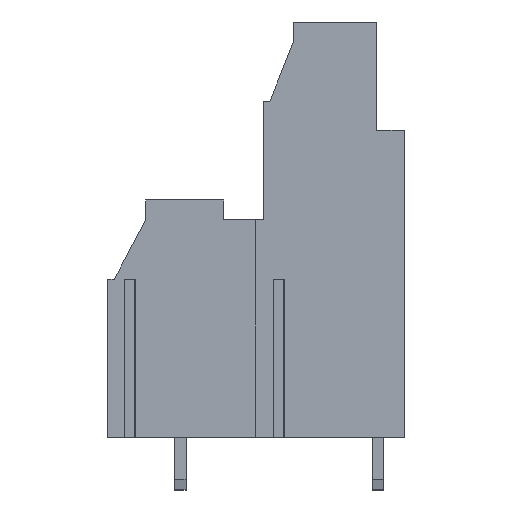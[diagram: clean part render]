
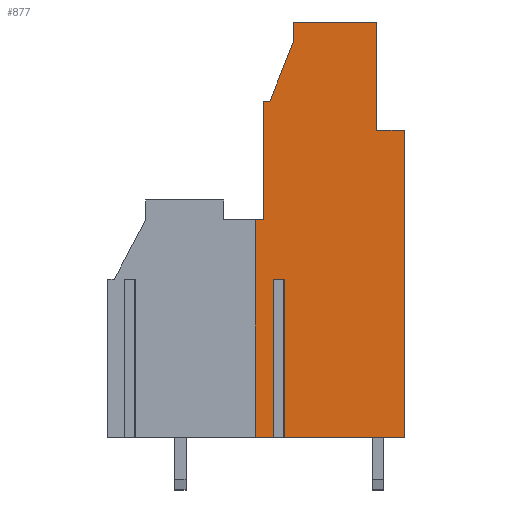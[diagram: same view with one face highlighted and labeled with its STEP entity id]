
A CAD part, front view. The second image highlights one B-rep face of the part: STEP entity #877.
In plain terms, the highlighted planar face has unit normal (0, -1, 0).
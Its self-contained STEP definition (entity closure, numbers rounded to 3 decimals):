
#877 = ADVANCED_FACE( '', ( #1722 ), #1723, .T. );
#1722 = FACE_OUTER_BOUND( '', #2552, .T. );
#1723 = PLANE( '', #2553 );
#2552 = EDGE_LOOP( '', ( #5111, #5112, #5113, #5114, #5115, #5116, #5117, #5118, #5119, #5120, #5121, #5122, #5123, #5124, #5125 ) );
#2553 = AXIS2_PLACEMENT_3D( '', #5126, #5127, #5128 );
#5111 = ORIENTED_EDGE( '', *, *, #6072, .F. );
#5112 = ORIENTED_EDGE( '', *, *, #5508, .F. );
#5113 = ORIENTED_EDGE( '', *, *, #5979, .F. );
#5114 = ORIENTED_EDGE( '', *, *, #6282, .F. );
#5115 = ORIENTED_EDGE( '', *, *, #5650, .F. );
#5116 = ORIENTED_EDGE( '', *, *, #6302, .F. );
#5117 = ORIENTED_EDGE( '', *, *, #6305, .T. );
#5118 = ORIENTED_EDGE( '', *, *, #5301, .F. );
#5119 = ORIENTED_EDGE( '', *, *, #6054, .T. );
#5120 = ORIENTED_EDGE( '', *, *, #6308, .T. );
#5121 = ORIENTED_EDGE( '', *, *, #5704, .F. );
#5122 = ORIENTED_EDGE( '', *, *, #5881, .T. );
#5123 = ORIENTED_EDGE( '', *, *, #5393, .T. );
#5124 = ORIENTED_EDGE( '', *, *, #5829, .F. );
#5125 = ORIENTED_EDGE( '', *, *, #6284, .F. );
#5126 = CARTESIAN_POINT( '', ( 11.8, 0., -7.55 ) );
#5127 = DIRECTION( '', ( 0., -1., 0. ) );
#5128 = DIRECTION( '', ( -1., 0., 0. ) );
#5301 = EDGE_CURVE( '', #6394, #6396, #6397, .T. );
#5393 = EDGE_CURVE( '', #6562, #6560, #6563, .T. );
#5508 = EDGE_CURVE( '', #6766, #6767, #6768, .T. );
#5650 = EDGE_CURVE( '', #7010, #7012, #7013, .T. );
#5704 = EDGE_CURVE( '', #7099, #7095, #7101, .T. );
#5829 = EDGE_CURVE( '', #7289, #6560, #7291, .T. );
#5881 = EDGE_CURVE( '', #7099, #6562, #7368, .T. );
#5979 = EDGE_CURVE( '', #7496, #6766, #7497, .T. );
#6054 = EDGE_CURVE( '', #6394, #7598, #7600, .T. );
#6072 = EDGE_CURVE( '', #6767, #7621, #7622, .T. );
#6282 = EDGE_CURVE( '', #7012, #7496, #7876, .T. );
#6284 = EDGE_CURVE( '', #7621, #7289, #7878, .T. );
#6302 = EDGE_CURVE( '', #7895, #7010, #7897, .T. );
#6305 = EDGE_CURVE( '', #7895, #6396, #7900, .T. );
#6308 = EDGE_CURVE( '', #7598, #7095, #7903, .T. );
#6394 = VERTEX_POINT( '', #8012 );
#6396 = VERTEX_POINT( '', #8015 );
#6397 = LINE( '', #8016, #8017 );
#6560 = VERTEX_POINT( '', #8250 );
#6562 = VERTEX_POINT( '', #8253 );
#6563 = LINE( '', #8254, #8255 );
#6766 = VERTEX_POINT( '', #8540 );
#6767 = VERTEX_POINT( '', #8541 );
#6768 = LINE( '', #8542, #8543 );
#7010 = VERTEX_POINT( '', #8898 );
#7012 = VERTEX_POINT( '', #8901 );
#7013 = LINE( '', #8902, #8903 );
#7095 = VERTEX_POINT( '', #9015 );
#7099 = VERTEX_POINT( '', #9021 );
#7101 = LINE( '', #9024, #9025 );
#7289 = VERTEX_POINT( '', #9299 );
#7291 = LINE( '', #9302, #9303 );
#7368 = LINE( '', #9415, #9416 );
#7496 = VERTEX_POINT( '', #9604 );
#7497 = LINE( '', #9605, #9606 );
#7598 = VERTEX_POINT( '', #9755 );
#7600 = LINE( '', #9758, #9759 );
#7621 = VERTEX_POINT( '', #9791 );
#7622 = LINE( '', #9792, #9793 );
#7876 = LINE( '', #10167, #10168 );
#7878 = LINE( '', #10170, #10171 );
#7895 = VERTEX_POINT( '', #10191 );
#7897 = LINE( '', #10194, #10195 );
#7900 = LINE( '', #10198, #10199 );
#7903 = LINE( '', #10202, #10203 );
#8012 = CARTESIAN_POINT( '', ( 14.1, 0., 31.5 ) );
#8015 = CARTESIAN_POINT( '', ( 20.4, 0., 31.5 ) );
#8016 = CARTESIAN_POINT( '', ( 5.35, 0., 31.5 ) );
#8017 = VECTOR( '', #10273, 1000. );
#8250 = CARTESIAN_POINT( '', ( 11.2, 0., 16.5 ) );
#8253 = CARTESIAN_POINT( '', ( 11.8, 0., 16.5 ) );
#8254 = CARTESIAN_POINT( '', ( 5.35, 0., 16.5 ) );
#8255 = VECTOR( '', #10363, 1000. );
#8540 = CARTESIAN_POINT( '', ( 13.427, 0., 12. ) );
#8541 = CARTESIAN_POINT( '', ( 12.573, 0., 12. ) );
#8542 = CARTESIAN_POINT( '', ( 5.35, 0., 12. ) );
#8543 = VECTOR( '', #10479, 1000. );
#8898 = CARTESIAN_POINT( '', ( 22.5, 0., 23.3 ) );
#8901 = CARTESIAN_POINT( '', ( 22.5, 0., 0. ) );
#8902 = CARTESIAN_POINT( '', ( 22.5, 0., -1. ) );
#8903 = VECTOR( '', #10630, 1000. );
#9015 = CARTESIAN_POINT( '', ( 12.3, 0., 25.5 ) );
#9021 = CARTESIAN_POINT( '', ( 11.8, 0., 25.5 ) );
#9024 = CARTESIAN_POINT( '', ( 5.35, 0., 25.5 ) );
#9025 = VECTOR( '', #10688, 1000. );
#9299 = CARTESIAN_POINT( '', ( 11.2, 0., 0. ) );
#9302 = CARTESIAN_POINT( '', ( 11.2, 0., -1. ) );
#9303 = VECTOR( '', #10800, 1000. );
#9415 = CARTESIAN_POINT( '', ( 11.8, 0., -1. ) );
#9416 = VECTOR( '', #10845, 1000. );
#9604 = CARTESIAN_POINT( '', ( 13.427, 0., 0. ) );
#9605 = CARTESIAN_POINT( '', ( 13.427, 0., -1. ) );
#9606 = VECTOR( '', #10945, 1000. );
#9755 = CARTESIAN_POINT( '', ( 14.1, 0., 30. ) );
#9758 = CARTESIAN_POINT( '', ( 14.1, 0., -1. ) );
#9759 = VECTOR( '', #11004, 1000. );
#9791 = CARTESIAN_POINT( '', ( 12.573, 0., 0. ) );
#9792 = CARTESIAN_POINT( '', ( 12.573, 0., -1. ) );
#9793 = VECTOR( '', #11016, 1000. );
#10167 = CARTESIAN_POINT( '', ( 5.35, 0., 0. ) );
#10168 = VECTOR( '', #11176, 1000. );
#10170 = CARTESIAN_POINT( '', ( 5.35, 0., 0. ) );
#10171 = VECTOR( '', #11180, 1000. );
#10191 = CARTESIAN_POINT( '', ( 20.4, 0., 23.3 ) );
#10194 = CARTESIAN_POINT( '', ( 5.35, 0., 23.3 ) );
#10195 = VECTOR( '', #11191, 1000. );
#10198 = CARTESIAN_POINT( '', ( 20.4, 0., -1. ) );
#10199 = VECTOR( '', #11192, 1000. );
#10202 = CARTESIAN_POINT( '', ( 2.203, 0., 0.259 ) );
#10203 = VECTOR( '', #11193, 1000. );
#10273 = DIRECTION( '', ( 1., 0., 0. ) );
#10363 = DIRECTION( '', ( -1., 0., 0. ) );
#10479 = DIRECTION( '', ( -1., 0., 0. ) );
#10630 = DIRECTION( '', ( 0., 0., -1. ) );
#10688 = DIRECTION( '', ( 1., 0., 0. ) );
#10800 = DIRECTION( '', ( 0., 0., 1. ) );
#10845 = DIRECTION( '', ( 0., 0., -1. ) );
#10945 = DIRECTION( '', ( 0., 0., 1. ) );
#11004 = DIRECTION( '', ( 0., 0., -1. ) );
#11016 = DIRECTION( '', ( 0., 0., -1. ) );
#11176 = DIRECTION( '', ( -1., 0., 0. ) );
#11180 = DIRECTION( '', ( -1., 0., 0. ) );
#11191 = DIRECTION( '', ( 1., 0., 0. ) );
#11192 = DIRECTION( '', ( 0., 0., 1. ) );
#11193 = DIRECTION( '', ( -0.371, 0., -0.928 ) );
